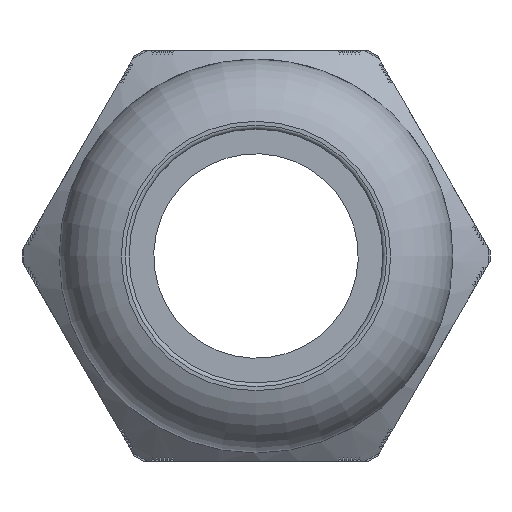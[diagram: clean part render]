
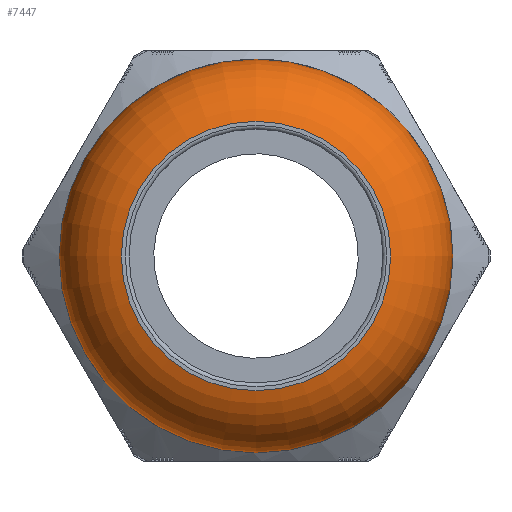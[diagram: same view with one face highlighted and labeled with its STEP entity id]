
A CAD part, left-side view. The second image highlights one B-rep face of the part: STEP entity #7447.
In plain terms, the highlighted toroidal (fillet/blend) face has major radius 14.775 mm and minor radius 10.635 mm.
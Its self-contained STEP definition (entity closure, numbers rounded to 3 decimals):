
#1897=FACE_BOUND('',#2539,.T.);
#2124=FACE_OUTER_BOUND('',#2538,.T.);
#2538=EDGE_LOOP('',(#6119));
#2539=EDGE_LOOP('',(#6120));
#2782=CIRCLE('',#7716,17.385);
#2882=CIRCLE('',#8002,25.41);
#3108=VERTEX_POINT('',#12915);
#3472=VERTEX_POINT('',#14664);
#3873=EDGE_CURVE('',#3108,#3108,#2782,.T.);
#4419=EDGE_CURVE('',#3472,#3472,#2882,.T.);
#6119=ORIENTED_EDGE('',*,*,#4419,.F.);
#6120=ORIENTED_EDGE('',*,*,#3873,.T.);
#7219=TOROIDAL_SURFACE('',#8001,14.775,10.635);
#7447=ADVANCED_FACE('',(#2124,#1897),#7219,.T.);
#7716=AXIS2_PLACEMENT_3D('',#12916,#8450,#8451);
#8001=AXIS2_PLACEMENT_3D('',#14663,#9422,#9423);
#8002=AXIS2_PLACEMENT_3D('',#14665,#9424,#9425);
#8450=DIRECTION('center_axis',(1.,0.,0.));
#8451=DIRECTION('ref_axis',(0.,0.,-1.));
#9422=DIRECTION('center_axis',(1.,0.,0.));
#9423=DIRECTION('ref_axis',(0.,0.,-1.));
#9424=DIRECTION('center_axis',(1.,0.,0.));
#9425=DIRECTION('ref_axis',(0.,0.,-1.));
#12915=CARTESIAN_POINT('',(-33.15,17.385,0.));
#12916=CARTESIAN_POINT('Origin',(-33.15,0.,0.));
#14663=CARTESIAN_POINT('Origin',(-22.84,0.,0.));
#14664=CARTESIAN_POINT('',(-22.84,25.41,0.));
#14665=CARTESIAN_POINT('Origin',(-22.84,0.,0.));
